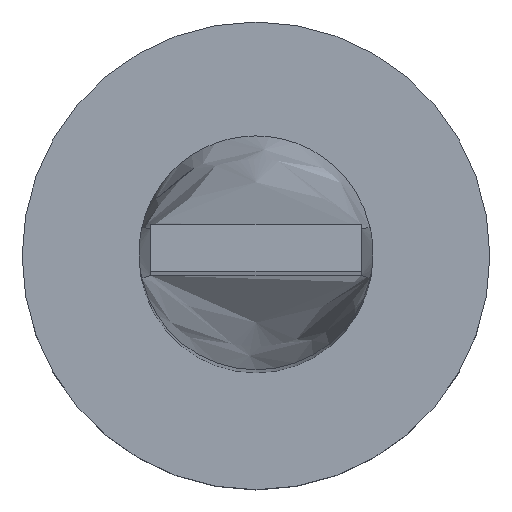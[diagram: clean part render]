
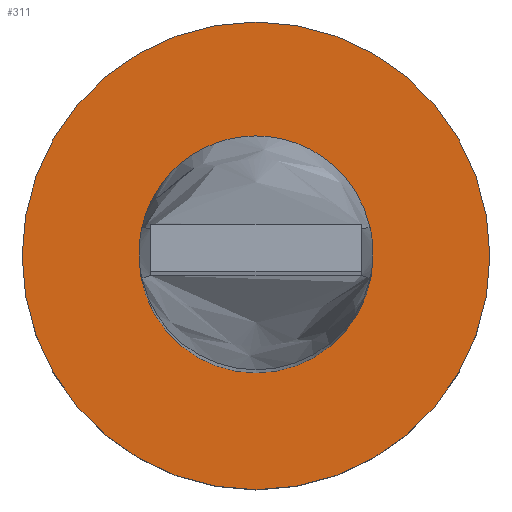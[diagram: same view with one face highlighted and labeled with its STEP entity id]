
A CAD part, top view. The second image highlights one B-rep face of the part: STEP entity #311.
In plain terms, the highlighted planar face has unit normal (0, 0, 1).
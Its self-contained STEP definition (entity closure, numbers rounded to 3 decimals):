
#1 = DIRECTION ( 'NONE',  ( 1., 0., 0. ) ) ;
#15 = ORIENTED_EDGE ( 'NONE', *, *, #222, .F. ) ;
#50 = DIRECTION ( 'NONE',  ( 1., 0., 0. ) ) ;
#52 = DIRECTION ( 'NONE',  ( 0., 0., 1. ) ) ;
#69 = CIRCLE ( 'NONE', #115, 5. ) ;
#95 = CARTESIAN_POINT ( 'NONE',  ( 0., 0., 3. ) ) ;
#100 = DIRECTION ( 'NONE',  ( 1., 0., 0. ) ) ;
#102 = FACE_OUTER_BOUND ( 'NONE', #435, .T. ) ;
#110 = CARTESIAN_POINT ( 'NONE',  ( 0., 0., 3. ) ) ;
#115 = AXIS2_PLACEMENT_3D ( 'NONE', #110, #185, #554 ) ;
#172 = CIRCLE ( 'NONE', #274, 2.5 ) ;
#179 = EDGE_CURVE ( 'NONE', #225, #449, #343, .T. ) ;
#184 = VERTEX_POINT ( 'NONE', #370 ) ;
#185 = DIRECTION ( 'NONE',  ( 0., 0., 1. ) ) ;
#199 = EDGE_LOOP ( 'NONE', ( #15, #521 ) ) ;
#219 = AXIS2_PLACEMENT_3D ( 'NONE', #362, #52, #50 ) ;
#220 = AXIS2_PLACEMENT_3D ( 'NONE', #95, #312, #540 ) ;
#222 = EDGE_CURVE ( 'NONE', #449, #225, #172, .T. ) ;
#225 = VERTEX_POINT ( 'NONE', #269 ) ;
#238 = ORIENTED_EDGE ( 'NONE', *, *, #407, .T. ) ;
#269 = CARTESIAN_POINT ( 'NONE',  ( 2.5, 0., 3. ) ) ;
#274 = AXIS2_PLACEMENT_3D ( 'NONE', #369, #405, #1 ) ;
#276 = CARTESIAN_POINT ( 'NONE',  ( -5., 0., 3. ) ) ;
#281 = CARTESIAN_POINT ( 'NONE',  ( 0., 0., 3. ) ) ;
#311 = ADVANCED_FACE ( 'NONE', ( #386, #102 ), #419, .T. ) ;
#312 = DIRECTION ( 'NONE',  ( 0., 0., 1. ) ) ;
#323 = ORIENTED_EDGE ( 'NONE', *, *, #574, .T. ) ;
#343 = CIRCLE ( 'NONE', #219, 2.5 ) ;
#348 = CARTESIAN_POINT ( 'NONE',  ( -2.5, 0., 3. ) ) ;
#362 = CARTESIAN_POINT ( 'NONE',  ( 0., 0., 3. ) ) ;
#369 = CARTESIAN_POINT ( 'NONE',  ( 0., 0., 3. ) ) ;
#370 = CARTESIAN_POINT ( 'NONE',  ( 5., 0., 3. ) ) ;
#386 = FACE_BOUND ( 'NONE', #199, .T. ) ;
#405 = DIRECTION ( 'NONE',  ( 0., 0., 1. ) ) ;
#407 = EDGE_CURVE ( 'NONE', #184, #556, #69, .T. ) ;
#419 = PLANE ( 'NONE',  #559 ) ;
#435 = EDGE_LOOP ( 'NONE', ( #323, #238 ) ) ;
#449 = VERTEX_POINT ( 'NONE', #348 ) ;
#462 = CIRCLE ( 'NONE', #220, 5. ) ;
#466 = DIRECTION ( 'NONE',  ( 0., 0., 1. ) ) ;
#521 = ORIENTED_EDGE ( 'NONE', *, *, #179, .F. ) ;
#540 = DIRECTION ( 'NONE',  ( 1., 0., 0. ) ) ;
#554 = DIRECTION ( 'NONE',  ( 1., 0., 0. ) ) ;
#556 = VERTEX_POINT ( 'NONE', #276 ) ;
#559 = AXIS2_PLACEMENT_3D ( 'NONE', #281, #466, #100 ) ;
#574 = EDGE_CURVE ( 'NONE', #556, #184, #462, .T. ) ;
